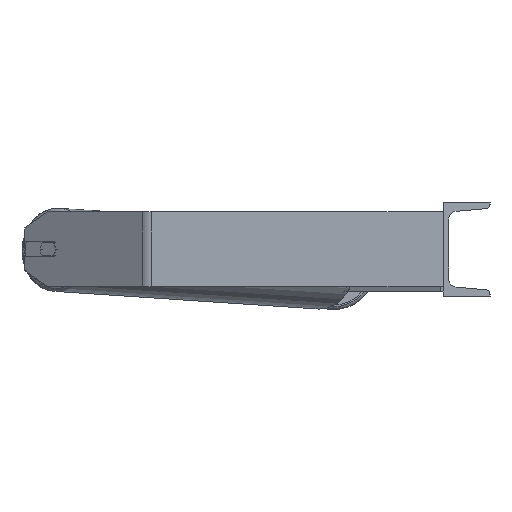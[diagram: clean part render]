
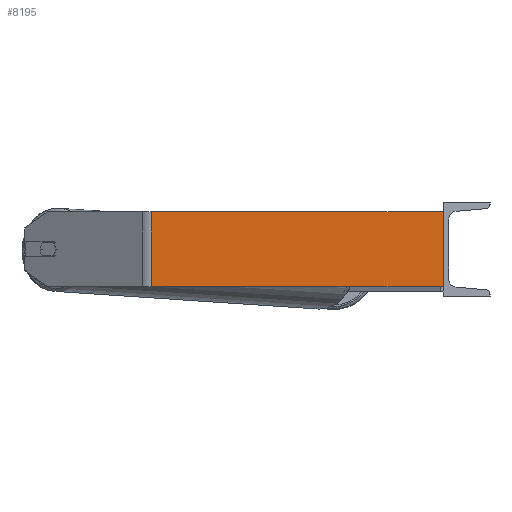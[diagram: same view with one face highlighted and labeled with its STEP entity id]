
A CAD part, left-side view. The second image highlights one B-rep face of the part: STEP entity #8195.
In plain terms, the highlighted planar face has unit normal (-1, 0, 0).
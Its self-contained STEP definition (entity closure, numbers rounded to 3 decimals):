
#50 = VECTOR ( 'NONE', #2907, 1000. ) ;
#61 = ORIENTED_EDGE ( 'NONE', *, *, #1715, .T. ) ;
#178 = DIRECTION ( 'NONE',  ( 0., 0., -1. ) ) ;
#468 = VECTOR ( 'NONE', #5048, 1000. ) ;
#584 = EDGE_CURVE ( 'NONE', #8225, #753, #6509, .T. ) ;
#692 = AXIS2_PLACEMENT_3D ( 'NONE', #8860, #1949, #4082 ) ;
#712 = EDGE_LOOP ( 'NONE', ( #3042, #8659, #7733, #61 ) ) ;
#713 = LINE ( 'NONE', #8260, #1532 ) ;
#753 = VERTEX_POINT ( 'NONE', #6788 ) ;
#1362 = LINE ( 'NONE', #4826, #50 ) ;
#1532 = VECTOR ( 'NONE', #8962, 1000. ) ;
#1577 = EDGE_CURVE ( 'NONE', #8970, #8225, #1362, .T. ) ;
#1715 = EDGE_CURVE ( 'NONE', #8970, #2638, #3719, .T. ) ;
#1949 = DIRECTION ( 'NONE',  ( 1., 0., 0. ) ) ;
#1971 = CARTESIAN_POINT ( 'NONE',  ( -785., 311.801, 40. ) ) ;
#2638 = VERTEX_POINT ( 'NONE', #5973 ) ;
#2907 = DIRECTION ( 'NONE',  ( 0., -1., 0. ) ) ;
#3042 = ORIENTED_EDGE ( 'NONE', *, *, #4536, .T. ) ;
#3719 = LINE ( 'NONE', #5175, #8207 ) ;
#4082 = DIRECTION ( 'NONE',  ( 0., 0., -1. ) ) ;
#4536 = EDGE_CURVE ( 'NONE', #2638, #753, #713, .T. ) ;
#4826 = CARTESIAN_POINT ( 'NONE',  ( -785., 316.846, 40. ) ) ;
#5048 = DIRECTION ( 'NONE',  ( 0., 0., -1. ) ) ;
#5175 = CARTESIAN_POINT ( 'NONE',  ( -785., 311.801, 40. ) ) ;
#5856 = CARTESIAN_POINT ( 'NONE',  ( -785., 0., 40. ) ) ;
#5973 = CARTESIAN_POINT ( 'NONE',  ( -785., 311.801, -40. ) ) ;
#6086 = PLANE ( 'NONE',  #692 ) ;
#6226 = FACE_OUTER_BOUND ( 'NONE', #712, .T. ) ;
#6509 = LINE ( 'NONE', #5856, #468 ) ;
#6788 = CARTESIAN_POINT ( 'NONE',  ( -785., 0., -40. ) ) ;
#7474 = CARTESIAN_POINT ( 'NONE',  ( -785., 0., 40. ) ) ;
#7733 = ORIENTED_EDGE ( 'NONE', *, *, #1577, .F. ) ;
#8195 = ADVANCED_FACE ( 'NONE', ( #6226 ), #6086, .F. ) ;
#8207 = VECTOR ( 'NONE', #178, 1000. ) ;
#8225 = VERTEX_POINT ( 'NONE', #7474 ) ;
#8260 = CARTESIAN_POINT ( 'NONE',  ( -785., 316.846, -40. ) ) ;
#8659 = ORIENTED_EDGE ( 'NONE', *, *, #584, .F. ) ;
#8860 = CARTESIAN_POINT ( 'NONE',  ( -785., 316.846, 40. ) ) ;
#8962 = DIRECTION ( 'NONE',  ( 0., -1., 0. ) ) ;
#8970 = VERTEX_POINT ( 'NONE', #1971 ) ;
